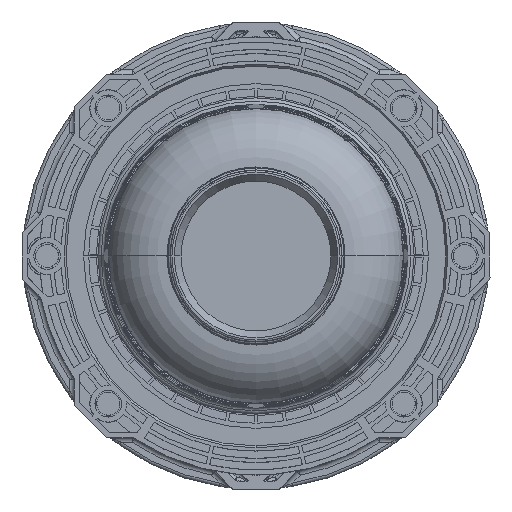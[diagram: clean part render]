
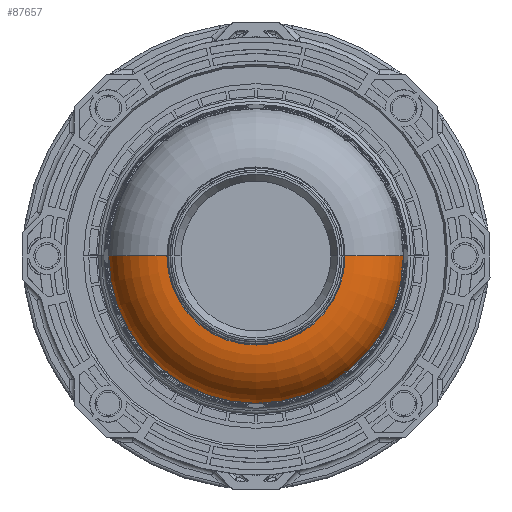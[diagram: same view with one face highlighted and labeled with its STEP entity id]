
A CAD part, front view. The second image highlights one B-rep face of the part: STEP entity #87657.
In plain terms, the highlighted toroidal (fillet/blend) face has major radius 45 mm and minor radius 30 mm.
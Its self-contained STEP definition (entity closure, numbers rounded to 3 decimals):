
#33910=CARTESIAN_POINT('',(0.,-621.508,0.));
#33911=DIRECTION('',(0.,-1.,0.));
#33912=DIRECTION('',(-1.,0.,0.));
#33913=AXIS2_PLACEMENT_3D('',#33910,#33911,#33912);
#33918=CARTESIAN_POINT('',(0.,-621.508,0.));
#33919=DIRECTION('',(0.,-1.,0.));
#33920=DIRECTION('',(-1.,0.,-0.003));
#33921=AXIS2_PLACEMENT_3D('',#33918,#33919,#33920);
#33926=CARTESIAN_POINT('',(45.,-591.509,0.));
#33927=DIRECTION('',(0.,0.,1.));
#33928=DIRECTION('',(-0.008,-1.,0.));
#33929=AXIS2_PLACEMENT_3D('',#33926,#33927,#33928);
#33934=CARTESIAN_POINT('',(0.,-599.048,0.));
#33935=DIRECTION('',(0.,1.,0.));
#33936=DIRECTION('',(1.,0.,0.));
#33937=AXIS2_PLACEMENT_3D('',#33934,#33935,#33936);
#33942=CARTESIAN_POINT('',(0.,-599.048,0.));
#33943=DIRECTION('',(0.,1.,0.));
#33944=DIRECTION('',(1.,0.,-0.002));
#33945=AXIS2_PLACEMENT_3D('',#33942,#33943,#33944);
#34028=CARTESIAN_POINT('',(-45.,-591.509,0.));
#34029=DIRECTION('',(0.,0.,-1.));
#34030=DIRECTION('',(0.008,-1.,0.));
#34031=AXIS2_PLACEMENT_3D('',#34028,#34029,#34030);
#40646=CARTESIAN_POINT('',(-74.037,-599.048,
0.));
#40647=VERTEX_POINT('',#40646);
#40648=CARTESIAN_POINT('',(74.037,-599.048,
-0.148));
#40649=VERTEX_POINT('',#40648);
#40650=CARTESIAN_POINT('',(74.037,-599.048,
0.));
#40651=VERTEX_POINT('',#40650);
#40673=CARTESIAN_POINT('',(-44.754,-621.508,
0.));
#40675=VERTEX_POINT('',#40673);
#40676=CARTESIAN_POINT('',(44.754,-621.508,
0.));
#40677=VERTEX_POINT('',#40676);
#40694=CARTESIAN_POINT('',(-44.754,-621.508,
-0.15));
#40695=VERTEX_POINT('',#40694);
#87640=CARTESIAN_POINT('',(0.,-591.509,0.));
#87641=DIRECTION('',(0.,-1.,0.));
#87642=DIRECTION('',(-1.,0.,0.));
#87643=AXIS2_PLACEMENT_3D('',#87640,#87641,#87642);
#87644=TOROIDAL_SURFACE('',#87643,45.,30.);
#87646=ORIENTED_EDGE('',*,*,#87645,.T.);
#87648=ORIENTED_EDGE('',*,*,#87647,.T.);
#87650=ORIENTED_EDGE('',*,*,#87649,.T.);
#87651=ORIENTED_EDGE('',*,*,#87589,.T.);
#87652=ORIENTED_EDGE('',*,*,#87587,.T.);
#87654=ORIENTED_EDGE('',*,*,#87653,.F.);
#87655=EDGE_LOOP('',(#87646,#87648,#87650,#87651,#87652,#87654));
#87656=FACE_OUTER_BOUND('',#87655,.F.);
#33914=CIRCLE('',#33913,44.754);
#33922=CIRCLE('',#33921,44.754);
#33930=CIRCLE('',#33929,30.);
#33938=CIRCLE('',#33937,74.037);
#33946=CIRCLE('',#33945,74.037);
#34032=CIRCLE('',#34031,30.);
#87587=EDGE_CURVE('',#40649,#40647,#33946,.T.);
#87589=EDGE_CURVE('',#40651,#40649,#33938,.T.);
#87645=EDGE_CURVE('',#40675,#40695,#33914,.T.);
#87647=EDGE_CURVE('',#40695,#40677,#33922,.T.);
#87649=EDGE_CURVE('',#40677,#40651,#33930,.T.);
#87653=EDGE_CURVE('',#40675,#40647,#34032,.T.);
#87657=ADVANCED_FACE('',(#87656),#87644,.T.);
